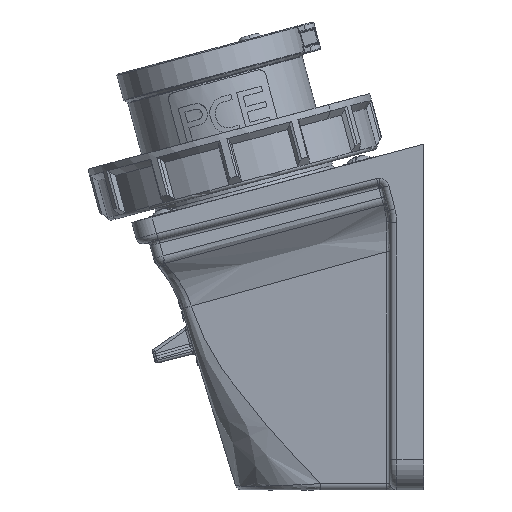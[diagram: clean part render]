
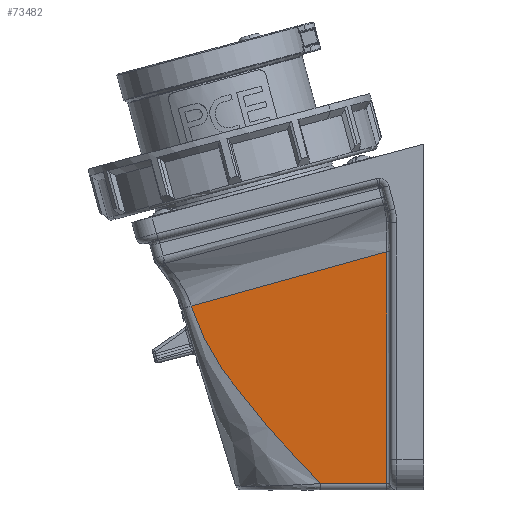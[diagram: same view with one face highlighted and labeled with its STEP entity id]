
A CAD part, left-side view. The second image highlights one B-rep face of the part: STEP entity #73482.
In plain terms, the highlighted planar face has unit normal (-0.998, 0.001, -0.056).
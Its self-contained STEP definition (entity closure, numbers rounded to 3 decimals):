
#754 = DIRECTION ( 'NONE',  ( -0.056, 0., 0.998 ) ) ;
#2658 = VERTEX_POINT ( 'NONE', #94440 ) ;
#2700 = CARTESIAN_POINT ( 'NONE',  ( -28.162, 69.246, -48.207 ) ) ;
#4492 = CARTESIAN_POINT ( 'NONE',  ( -25.234, 30.722, -101.112 ) ) ;
#12369 = VERTEX_POINT ( 'NONE', #44038 ) ;
#15575 = AXIS2_PLACEMENT_3D ( 'NONE', #39014, #16012, #70797 ) ;
#16012 = DIRECTION ( 'NONE',  ( -0.998, 0.001, -0.056 ) ) ;
#19897 = ORIENTED_EDGE ( 'NONE', *, *, #69599, .T. ) ;
#23508 = EDGE_LOOP ( 'NONE', ( #44394, #93323, #19897, #32123, #39533 ) ) ;
#23801 = CARTESIAN_POINT ( 'NONE',  ( -28.161, 69.239, -48.229 ) ) ;
#26871 = CARTESIAN_POINT ( 'NONE',  ( -25.477, 34.899, -96.699 ) ) ;
#26932 = VECTOR ( 'NONE', #90236, 1000. ) ;
#27185 = EDGE_CURVE ( 'NONE', #91999, #2658, #39091, .T. ) ;
#29352 = LINE ( 'NONE', #66975, #26932 ) ;
#30413 = FACE_OUTER_BOUND ( 'NONE', #23508, .T. ) ;
#31681 = CARTESIAN_POINT ( 'NONE',  ( -28.162, 69.246, -48.207 ) ) ;
#32123 = ORIENTED_EDGE ( 'NONE', *, *, #27185, .T. ) ;
#34241 = EDGE_CURVE ( 'NONE', #58948, #12369, #29352, .T. ) ;
#34751 = CARTESIAN_POINT ( 'NONE',  ( -25.315, 32.114, -99.641 ) ) ;
#35695 = B_SPLINE_CURVE_WITH_KNOTS ( 'NONE', 3,
 ( #80707, #64656, #49650, #2700 ),
 .UNSPECIFIED., .F., .F.,
 ( 4, 4 ),
 ( 0.001, 0.061 ),
 .UNSPECIFIED. ) ;
#39014 = CARTESIAN_POINT ( 'NONE',  ( -31.265, 10., 5.87 ) ) ;
#39091 =( BOUNDED_CURVE ( )  B_SPLINE_CURVE ( 3, ( #31681, #23801, #39590, #94283 ),
 .UNSPECIFIED., .F., .T. ) 
 B_SPLINE_CURVE_WITH_KNOTS ( ( 4, 4 ),
 ( 4.394, 4.396 ),
 .UNSPECIFIED. ) 
 CURVE ( )  GEOMETRIC_REPRESENTATION_ITEM ( )  RATIONAL_B_SPLINE_CURVE ( ( 1., 1., 1., 1. ) ) 
 REPRESENTATION_ITEM ( '' )  );
#39533 = ORIENTED_EDGE ( 'NONE', *, *, #81140, .T. ) ;
#39590 = CARTESIAN_POINT ( 'NONE',  ( -28.16, 69.232, -48.251 ) ) ;
#44038 = CARTESIAN_POINT ( 'NONE',  ( -25.255, 10.999, -101.112 ) ) ;
#44394 = ORIENTED_EDGE ( 'NONE', *, *, #34241, .T. ) ;
#46354 = CARTESIAN_POINT ( 'NONE',  ( -28.162, 69.246, -48.207 ) ) ;
#46879 = PLANE ( 'NONE',  #15575 ) ;
#47683 = CARTESIAN_POINT ( 'NONE',  ( -31.264, 10.999, 5.87 ) ) ;
#49650 = CARTESIAN_POINT ( 'NONE',  ( -28.486, 49.828, -42.828 ) ) ;
#50200 = CARTESIAN_POINT ( 'NONE',  ( -28.159, 69.226, -48.273 ) ) ;
#58948 = VERTEX_POINT ( 'NONE', #4492 ) ;
#59069 = LINE ( 'NONE', #47683, #74946 ) ;
#64656 = CARTESIAN_POINT ( 'NONE',  ( -28.81, 30.412, -37.441 ) ) ;
#66975 = CARTESIAN_POINT ( 'NONE',  ( -25.257, 9.993, -101.112 ) ) ;
#69599 = EDGE_CURVE ( 'NONE', #87057, #91999, #35695, .T. ) ;
#70797 = DIRECTION ( 'NONE',  ( -0.056, 0., 0.998 ) ) ;
#73482 = ADVANCED_FACE ( 'NONE', ( #30413 ), #46879, .T. ) ;
#73733 = CARTESIAN_POINT ( 'NONE',  ( -26.317, 49.317, -81.464 ) ) ;
#74946 = VECTOR ( 'NONE', #754, 1000. ) ;
#80707 = CARTESIAN_POINT ( 'NONE',  ( -29.135, 10.999, -32.046 ) ) ;
#80929 = CARTESIAN_POINT ( 'NONE',  ( -27.156, 63.736, -66.229 ) ) ;
#81140 = EDGE_CURVE ( 'NONE', #2658, #58948, #89637, .T. ) ;
#81624 = CARTESIAN_POINT ( 'NONE',  ( -25.396, 33.507, -98.17 ) ) ;
#87057 = VERTEX_POINT ( 'NONE', #88496 ) ;
#88496 = CARTESIAN_POINT ( 'NONE',  ( -29.135, 10.999, -32.046 ) ) ;
#89496 = CARTESIAN_POINT ( 'NONE',  ( -25.234, 30.722, -101.112 ) ) ;
#89637 = B_SPLINE_CURVE_WITH_KNOTS ( 'NONE', 3,
 ( #50200, #80929, #73733, #26871, #81624, #34751, #89496 ),
 .UNSPECIFIED., .F., .F.,
 ( 4, 3, 4 ),
 ( -0.224, -0.167, -0.162 ),
 .UNSPECIFIED. ) ;
#90236 = DIRECTION ( 'NONE',  ( -0.001, -1., 0. ) ) ;
#91999 = VERTEX_POINT ( 'NONE', #46354 ) ;
#93323 = ORIENTED_EDGE ( 'NONE', *, *, #98650, .T. ) ;
#94283 = CARTESIAN_POINT ( 'NONE',  ( -28.159, 69.226, -48.273 ) ) ;
#94440 = CARTESIAN_POINT ( 'NONE',  ( -28.159, 69.226, -48.273 ) ) ;
#98650 = EDGE_CURVE ( 'NONE', #12369, #87057, #59069, .T. ) ;
